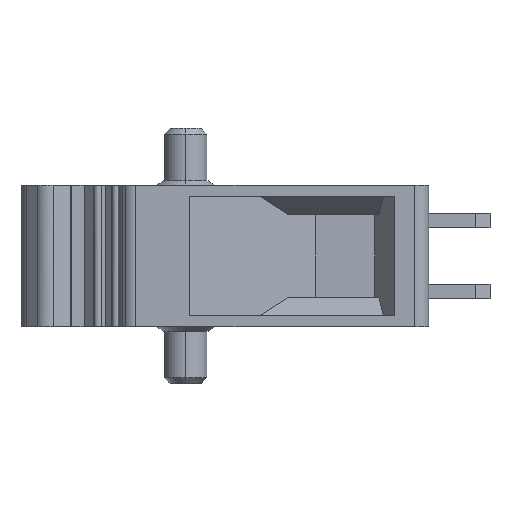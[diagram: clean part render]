
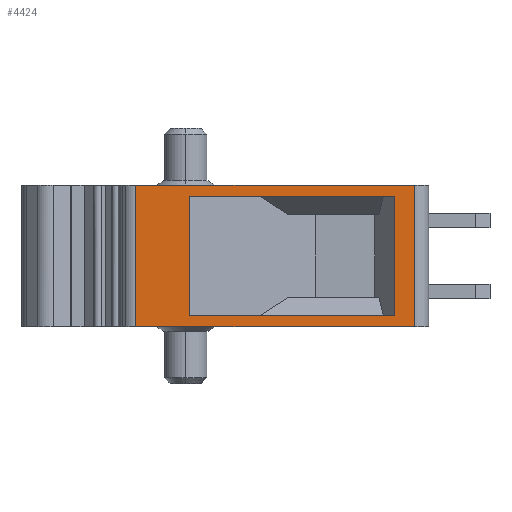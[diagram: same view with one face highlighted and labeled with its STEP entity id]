
A CAD part, left-side view. The second image highlights one B-rep face of the part: STEP entity #4424.
In plain terms, the highlighted planar face has unit normal (-1, 0, 0).
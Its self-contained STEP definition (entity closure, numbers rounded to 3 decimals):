
#374=DIRECTION('',(0.,1.,0.));
#375=VECTOR('',#374,19.676);
#376=CARTESIAN_POINT('',(-1493.307,-3767.091,15.));
#377=LINE('',#376,#375);
#670=DIRECTION('',(0.,0.,-1.));
#671=VECTOR('',#670,10.);
#672=CARTESIAN_POINT('',(-1493.307,-3747.415,15.));
#673=LINE('',#672,#671);
#678=DIRECTION('',(0.,1.,0.));
#679=VECTOR('',#678,19.676);
#680=CARTESIAN_POINT('',(-1493.307,-3767.091,5.));
#681=LINE('',#680,#679);
#682=DIRECTION('',(0.,1.,0.));
#683=VECTOR('',#682,14.466);
#684=CARTESIAN_POINT('',(-1493.307,-3765.693,14.2));
#685=LINE('',#684,#683);
#686=DIRECTION('',(0.,0.,-1.));
#687=VECTOR('',#686,8.4);
#688=CARTESIAN_POINT('',(-1493.307,-3751.227,14.2));
#689=LINE('',#688,#687);
#694=DIRECTION('',(0.,0.,1.));
#695=VECTOR('',#694,10.);
#696=CARTESIAN_POINT('',(-1493.307,-3767.091,5.));
#697=LINE('',#696,#695);
#2034=DIRECTION('',(0.,0.,-1.));
#2035=VECTOR('',#2034,8.4);
#2036=CARTESIAN_POINT('',(-1493.307,-3765.693,
14.2));
#2037=LINE('',#2036,#2035);
#2070=DIRECTION('',(0.,1.,0.));
#2071=VECTOR('',#2070,14.466);
#2072=CARTESIAN_POINT('',(-1493.307,-3765.693,
5.8));
#2073=LINE('',#2072,#2071);
#3096=CARTESIAN_POINT('',(-1493.307,-3767.091,
15.));
#3097=VERTEX_POINT('',#3096);
#3098=CARTESIAN_POINT('',(-1493.307,-3747.415,
15.));
#3099=VERTEX_POINT('',#3098);
#3126=CARTESIAN_POINT('',(-1493.307,-3747.415,
5.));
#3127=VERTEX_POINT('',#3126);
#3128=CARTESIAN_POINT('',(-1493.307,-3767.091,
5.));
#3129=VERTEX_POINT('',#3128);
#3194=CARTESIAN_POINT('',(-1493.307,-3765.693,
14.2));
#3195=CARTESIAN_POINT('',(-1493.307,-3751.227,
14.2));
#3196=VERTEX_POINT('',#3194);
#3197=VERTEX_POINT('',#3195);
#3198=CARTESIAN_POINT('',(-1493.307,-3751.227,
5.8));
#3199=VERTEX_POINT('',#3198);
#3200=CARTESIAN_POINT('',(-1493.307,-3765.693,
5.8));
#3201=VERTEX_POINT('',#3200);
#4402=CARTESIAN_POINT('',(-1493.307,-3747.415,
10.));
#4403=DIRECTION('',(1.,0.,0.));
#4404=DIRECTION('',(0.,-1.,0.));
#4405=AXIS2_PLACEMENT_3D('',#4402,#4403,#4404);
#4406=PLANE('',#4405);
#4408=ORIENTED_EDGE('',*,*,#4407,.F.);
#4409=ORIENTED_EDGE('',*,*,#4218,.T.);
#4410=ORIENTED_EDGE('',*,*,#4387,.F.);
#4411=ORIENTED_EDGE('',*,*,#4129,.F.);
#4412=EDGE_LOOP('',(#4408,#4409,#4410,#4411));
#4413=FACE_OUTER_BOUND('',#4412,.F.);
#4415=ORIENTED_EDGE('',*,*,#4414,.T.);
#4417=ORIENTED_EDGE('',*,*,#4416,.T.);
#4419=ORIENTED_EDGE('',*,*,#4418,.F.);
#4421=ORIENTED_EDGE('',*,*,#4420,.F.);
#4422=EDGE_LOOP('',(#4415,#4417,#4419,#4421));
#4423=FACE_BOUND('',#4422,.F.);
#4129=EDGE_CURVE('',#3097,#3099,#377,.T.);
#4218=EDGE_CURVE('',#3129,#3127,#681,.T.);
#4387=EDGE_CURVE('',#3099,#3127,#673,.T.);
#4407=EDGE_CURVE('',#3129,#3097,#697,.T.);
#4414=EDGE_CURVE('',#3196,#3197,#685,.T.);
#4416=EDGE_CURVE('',#3197,#3199,#689,.T.);
#4418=EDGE_CURVE('',#3201,#3199,#2073,.T.);
#4420=EDGE_CURVE('',#3196,#3201,#2037,.T.);
#4424=ADVANCED_FACE('',(#4413,#4423),#4406,.F.);
